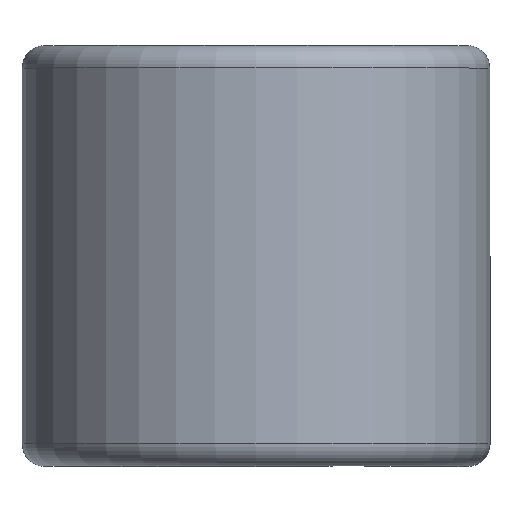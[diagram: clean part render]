
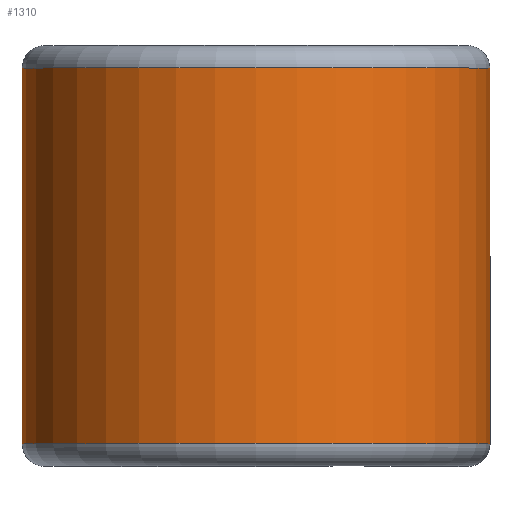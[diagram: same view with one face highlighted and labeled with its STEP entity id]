
A CAD part, top view. The second image highlights one B-rep face of the part: STEP entity #1310.
In plain terms, the highlighted cylindrical face has radius 7.95 mm (diameter 15.9 mm), a partial arc.
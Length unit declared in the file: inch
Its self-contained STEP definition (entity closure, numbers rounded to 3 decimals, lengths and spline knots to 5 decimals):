
#84 = ORIENTED_EDGE ( 'NONE', *, *, #1738, .T. ) ;
#118 = EDGE_CURVE ( 'NONE', #132, #2047, #2182, .T. ) ;
#132 = VERTEX_POINT ( 'NONE', #881 ) ;
#148 = ORIENTED_EDGE ( 'NONE', *, *, #118, .F. ) ;
#390 = AXIS2_PLACEMENT_3D ( 'NONE', #1258, #1942, #1989 ) ;
#535 = EDGE_CURVE ( 'NONE', #1748, #132, #765, .T. ) ;
#564 = DIRECTION ( 'NONE',  ( 0., 1., 0. ) ) ;
#620 = CARTESIAN_POINT ( 'NONE',  ( 0., 0.25125, 0. ) ) ;
#658 = LINE ( 'NONE', #1365, #1234 ) ;
#689 = AXIS2_PLACEMENT_3D ( 'NONE', #1719, #1368, #985 ) ;
#741 = CARTESIAN_POINT ( 'NONE',  ( 0., 0.25125, -0.313 ) ) ;
#762 = CIRCLE ( 'NONE', #1206, 0.313 ) ;
#765 = CIRCLE ( 'NONE', #689, 0.313 ) ;
#784 = DIRECTION ( 'NONE',  ( 0., 1., 0. ) ) ;
#881 = CARTESIAN_POINT ( 'NONE',  ( 0., -0.25125, -0.313 ) ) ;
#939 = ORIENTED_EDGE ( 'NONE', *, *, #535, .F. ) ;
#985 = DIRECTION ( 'NONE',  ( 0., 0., -1. ) ) ;
#1011 = CARTESIAN_POINT ( 'NONE',  ( 0.313, -0.25125, 0. ) ) ;
#1070 = EDGE_LOOP ( 'NONE', ( #84, #2029, #148, #939 ) ) ;
#1206 = AXIS2_PLACEMENT_3D ( 'NONE', #620, #1488, #2074 ) ;
#1234 = VECTOR ( 'NONE', #784, 39.37008 ) ;
#1258 = CARTESIAN_POINT ( 'NONE',  ( 0., 0.25, 0. ) ) ;
#1310 = ADVANCED_FACE ( 'NONE', ( #1400 ), #2320, .T. ) ;
#1365 = CARTESIAN_POINT ( 'NONE',  ( 0.313, 0.25125, 0. ) ) ;
#1368 = DIRECTION ( 'NONE',  ( 0., -1., 0. ) ) ;
#1400 = FACE_OUTER_BOUND ( 'NONE', #1070, .T. ) ;
#1488 = DIRECTION ( 'NONE',  ( 0., -1., 0. ) ) ;
#1524 = CARTESIAN_POINT ( 'NONE',  ( 0.313, 0.25125, 0. ) ) ;
#1594 = CARTESIAN_POINT ( 'NONE',  ( 0., 0.25125, -0.313 ) ) ;
#1719 = CARTESIAN_POINT ( 'NONE',  ( 0., -0.25125, 0. ) ) ;
#1738 = EDGE_CURVE ( 'NONE', #1748, #2341, #658, .T. ) ;
#1748 = VERTEX_POINT ( 'NONE', #1011 ) ;
#1942 = DIRECTION ( 'NONE',  ( 0., -1., 0. ) ) ;
#1989 = DIRECTION ( 'NONE',  ( 0., 0., -1. ) ) ;
#2029 = ORIENTED_EDGE ( 'NONE', *, *, #2092, .T. ) ;
#2047 = VERTEX_POINT ( 'NONE', #741 ) ;
#2074 = DIRECTION ( 'NONE',  ( 0., 0., -1. ) ) ;
#2090 = VECTOR ( 'NONE', #564, 39.37008 ) ;
#2092 = EDGE_CURVE ( 'NONE', #2341, #2047, #762, .T. ) ;
#2182 = LINE ( 'NONE', #1594, #2090 ) ;
#2320 = CYLINDRICAL_SURFACE ( 'NONE', #390, 0.313 ) ;
#2341 = VERTEX_POINT ( 'NONE', #1524 ) ;
